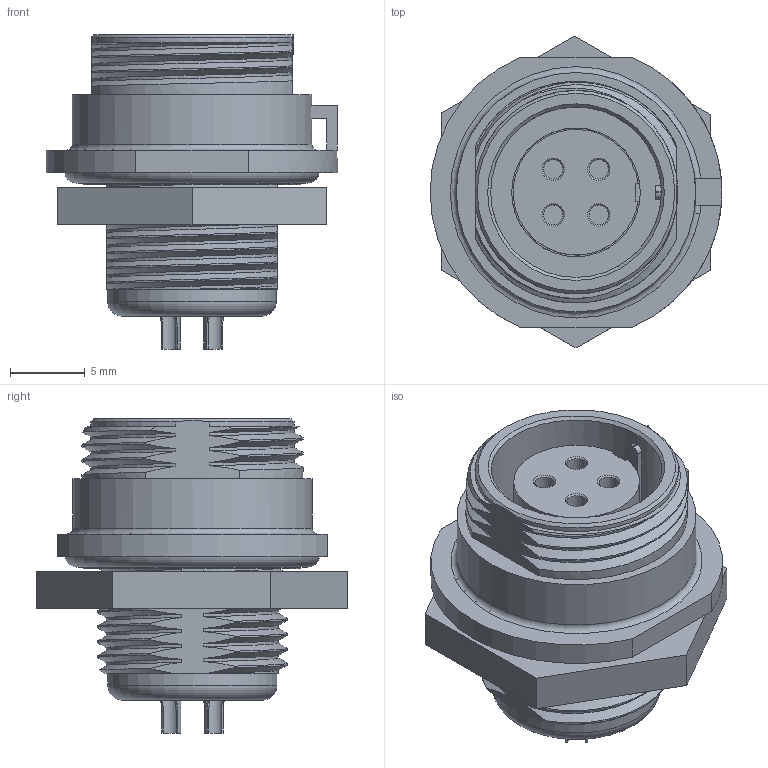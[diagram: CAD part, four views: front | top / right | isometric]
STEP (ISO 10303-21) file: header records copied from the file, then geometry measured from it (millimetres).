
FILE_DESCRIPTION(/* description */ (''),/* implementation_level */ '2;1');
FILE_NAME(/* name */ 'IPX 4 Pole Safesolution.step',/* time_stamp */ '2023-03-14T09:58:20+01:00',/* author */ (''),/* organization */ (''),/* preprocessor_version */ 'ST-DEVELOPER v19.2',/* originating_system */ 'Autodesk Translation Framework v11.17.0.187',/* authorisation */ '');
FILE_SCHEMA (('AUTOMOTIVE_DESIGN { 1 0 10303 214 3 1 1 }'));
Length unit declared in the file: millimetre
Products named in the file (2): CARICHETTO; 0 (1)
Assembly tree (1 placements, depth 2):
  CARICHETTO
    0 (1)
Bounding box: 19.5 x 20.84 x 21 mm (x, y, z)
Volume: 2602.9 mm3; surface area: 3285.6 mm2
Topology: 1 solids, 2 shells, 282 faces, 770 edges, 508 vertices
Faces by surface type: plane 112, cylinder 86, bspline 66, cone 15, torus 3
Full cylindrical faces by diameter (mm): 1.3 x4, 2.2 x4, 7.7 x1, 8 x1, 8.6 x1, 11.3 x1, 11.4 x1, 12.1 x1, 14.5 x1, 16 x1
Entity records: 20102 total; most frequent: CARTESIAN_POINT 13490, ORIENTED_EDGE 1540, DIRECTION 1086, EDGE_CURVE 770, VERTEX_POINT 508, AXIS2_PLACEMENT_3D 370, LINE 346, VECTOR 346
